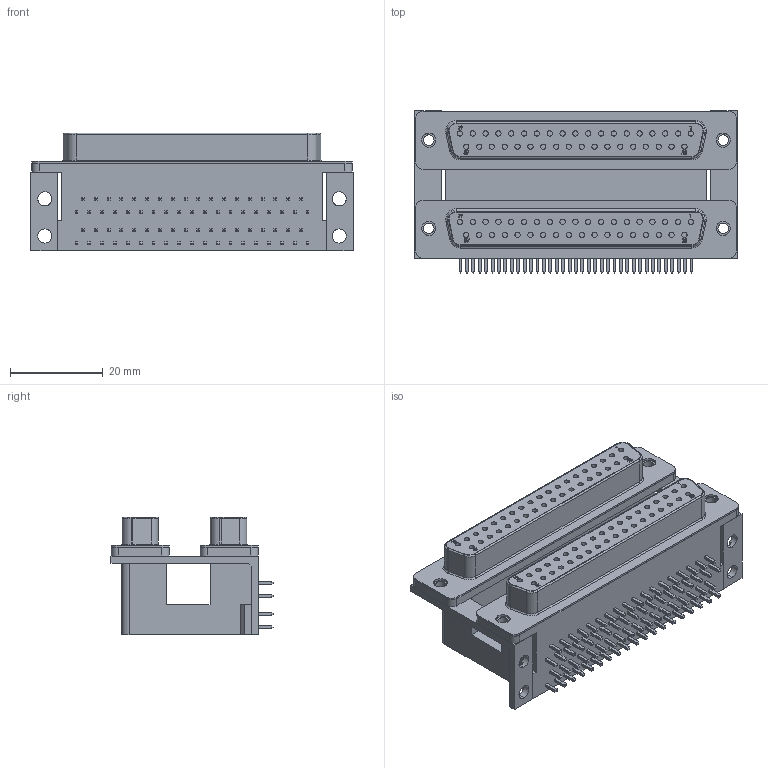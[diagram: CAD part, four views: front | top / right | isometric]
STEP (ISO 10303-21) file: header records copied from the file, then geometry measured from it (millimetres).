
FILE_DESCRIPTION (( 'STEP AP214' ), '1' );
FILE_NAME ('178-037-513.STEP', '2015-07-13T13:30:25', ( '' ), ( '' ), 'SwSTEP 2.0', 'SolidWorks 2014', '' );
FILE_SCHEMA (( 'AUTOMOTIVE_DESIGN' ));
Length unit declared in the file: inch
Products named in the file (1): 178-037-513
Bounding box: 69.55 x 34.95 x 25.43 mm (x, y, z)
Volume: 32075.9 mm3; surface area: 18619.6 mm2
Topology: 1 solids, 1 shells, 1267 faces, 2948 edges, 1854 vertices
Faces by surface type: plane 929, cylinder 244, bspline 74, torus 20
Entity records: 40421 total; most frequent: CARTESIAN_POINT 10640, ORIENTED_EDGE 5896, DIRECTION 5726, EDGE_CURVE 2948, LINE 2262, VECTOR 2262, VERTEX_POINT 1854, AXIS2_PLACEMENT_3D 1732
